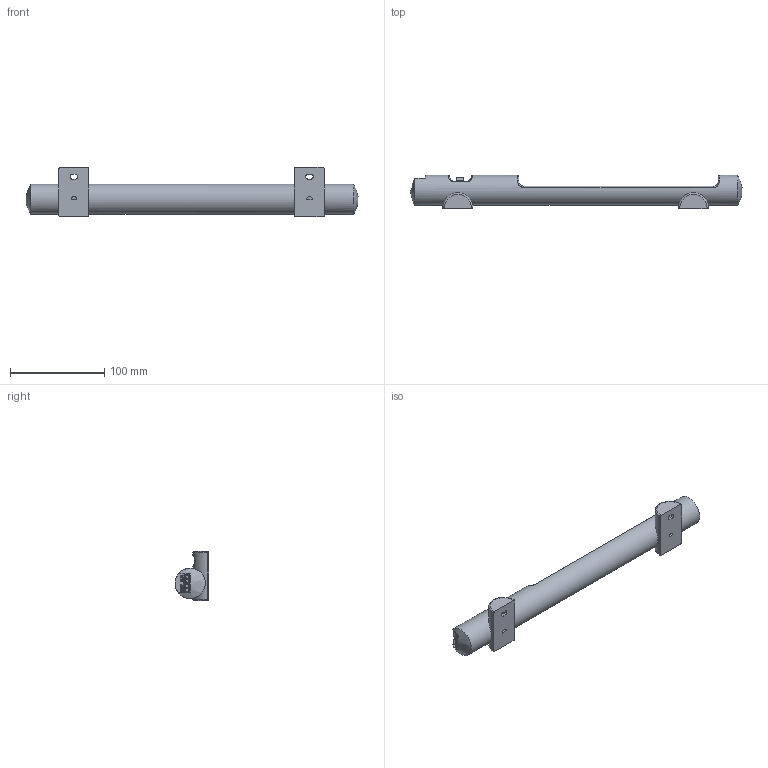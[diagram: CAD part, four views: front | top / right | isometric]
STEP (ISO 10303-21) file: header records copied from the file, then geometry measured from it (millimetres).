
FILE_DESCRIPTION(('STEP AP203'), '1');
FILE_NAME('LDN-0112_0122', '2022-12-21T12:16:05', (''), (''), 'C3D Converter', 'C3D Toolkit', '');
FILE_SCHEMA(('CONFIG_CONTROL_DESIGN'));
Length unit declared in the file: millimetre
Products named in the file (2): 1; 040012_LK_980-01-2
Assembly tree (1 placements, depth 2):
  1
    040012_LK_980-01-2
Bounding box: 352.24 x 35.8 x 52 mm (x, y, z)
Volume: 244869.4 mm3; surface area: 42329.7 mm2
Topology: 1 solids, 3 shells, 335 faces, 870 edges, 552 vertices
Faces by surface type: plane 148, cylinder 95, bspline 48, torus 32, cone 6, sphere 4, extrusion 2
Full cylindrical faces by diameter (mm): 32.004 x1
Entity records: 21458 total; most frequent: CARTESIAN_POINT 10942, ORIENTED_EDGE 1734, DIRECTION 1442, EDGE_CURVE 867, VERTEX_POINT 552, AXIS2_PLACEMENT_3D 497, VECTOR 448, LINE 446
